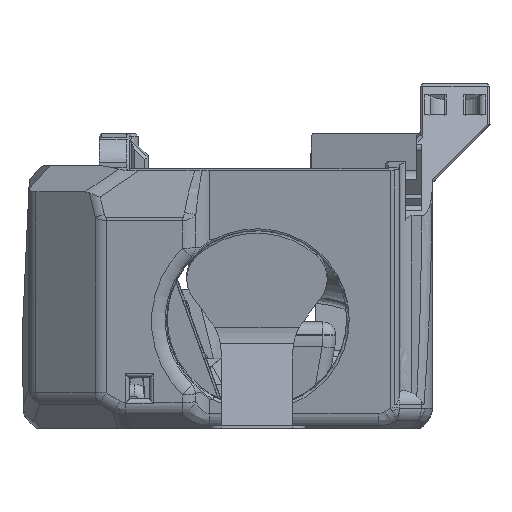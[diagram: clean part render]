
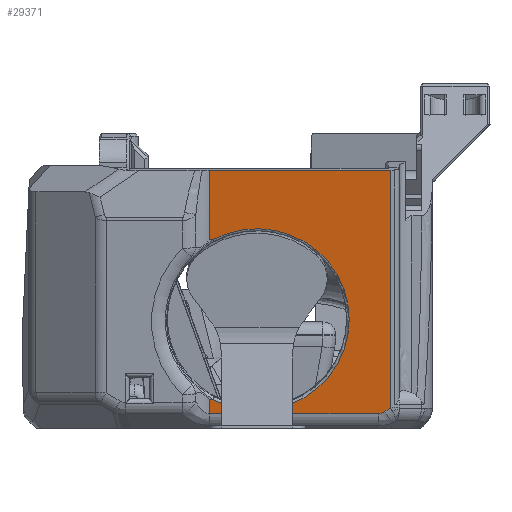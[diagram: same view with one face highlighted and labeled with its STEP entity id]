
A CAD part, left-side view. The second image highlights one B-rep face of the part: STEP entity #29371.
In plain terms, the highlighted planar face has unit normal (-0.985, 0, -0.174).
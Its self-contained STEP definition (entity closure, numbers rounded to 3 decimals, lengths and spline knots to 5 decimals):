
#912=B_SPLINE_CURVE_WITH_KNOTS('',3,(#50916,#50917,#50918,#50919),
 .UNSPECIFIED.,.F.,.F.,(4,4),(0.61821,1.),.UNSPECIFIED.);
#981=B_SPLINE_CURVE_WITH_KNOTS('',3,(#52097,#52098,#52099,#52100),
 .UNSPECIFIED.,.F.,.F.,(4,4),(0.,0.3818),.UNSPECIFIED.);
#1728=CIRCLE('',#31769,0.0144);
#2677=ELLIPSE('',#31459,0.0032,0.002);
#8177=ORIENTED_EDGE('',*,*,#14657,.T.);
#8178=ORIENTED_EDGE('',*,*,#14672,.F.);
#8179=ORIENTED_EDGE('',*,*,#14673,.F.);
#8180=ORIENTED_EDGE('',*,*,#14674,.F.);
#8181=ORIENTED_EDGE('',*,*,#14675,.T.);
#8182=ORIENTED_EDGE('',*,*,#14309,.T.);
#8183=ORIENTED_EDGE('',*,*,#14237,.F.);
#8184=ORIENTED_EDGE('',*,*,#14236,.T.);
#8185=ORIENTED_EDGE('',*,*,#14234,.T.);
#8186=ORIENTED_EDGE('',*,*,#14232,.F.);
#14232=EDGE_CURVE('',#17915,#17916,#20422,.T.);
#14234=EDGE_CURVE('',#17917,#17916,#2677,.T.);
#14236=EDGE_CURVE('',#17500,#17917,#20423,.T.);
#14237=EDGE_CURVE('',#17500,#17918,#20424,.T.);
#14309=EDGE_CURVE('',#17958,#17918,#912,.T.);
#14657=EDGE_CURVE('',#17915,#18141,#20608,.T.);
#14672=EDGE_CURVE('',#18152,#18141,#20617,.T.);
#14673=EDGE_CURVE('',#18153,#18152,#20618,.T.);
#14674=EDGE_CURVE('',#18154,#18153,#981,.F.);
#14675=EDGE_CURVE('',#18154,#17958,#1728,.T.);
#17500=VERTEX_POINT('',#47244);
#17915=VERTEX_POINT('',#50364);
#17916=VERTEX_POINT('',#50366);
#17917=VERTEX_POINT('',#50381);
#17918=VERTEX_POINT('',#50387);
#17958=VERTEX_POINT('',#50920);
#18141=VERTEX_POINT('',#52040);
#18152=VERTEX_POINT('',#52094);
#18153=VERTEX_POINT('',#52096);
#18154=VERTEX_POINT('',#52101);
#20422=LINE('',#50365,#22856);
#20423=LINE('',#50384,#22857);
#20424=LINE('',#50386,#22858);
#20608=LINE('',#52041,#23042);
#20617=LINE('',#52093,#23051);
#20618=LINE('',#52095,#23052);
#22856=VECTOR('',#36774,1.);
#22857=VECTOR('',#36783,1.);
#22858=VECTOR('',#36786,1.);
#23042=VECTOR('',#37570,1.);
#23051=VECTOR('',#37591,1.);
#23052=VECTOR('',#37592,1.);
#24998=EDGE_LOOP('',(#8177,#8178,#8179,#8180,#8181,#8182,#8183,#8184,#8185,
#8186));
#26788=FACE_BOUND('',#24998,.T.);
#28002=PLANE('',#31768);
#29371=ADVANCED_FACE('',(#26788),#28002,.F.);
#31459=AXIS2_PLACEMENT_3D('',#50380,#36777,#36778);
#31768=AXIS2_PLACEMENT_3D('',#52092,#37589,#37590);
#31769=AXIS2_PLACEMENT_3D('',#52102,#37593,#37594);
#36774=DIRECTION('',(0.097,0.829,-0.551));
#36777=DIRECTION('',(-0.985,0.,-0.174));
#36778=DIRECTION('',(-0.165,-0.304,0.938));
#36783=DIRECTION('',(0.,-1.,0.));
#36786=DIRECTION('',(-0.174,0.,0.985));
#37570=DIRECTION('',(-0.174,0.,0.985));
#37589=DIRECTION('',(0.985,0.,0.174));
#37590=DIRECTION('',(-0.174,0.,0.985));
#37591=DIRECTION('',(0.,-1.,0.));
#37592=DIRECTION('',(-0.174,0.,0.985));
#37593=DIRECTION('',(0.985,0.,0.174));
#37594=DIRECTION('',(0.174,0.,-0.985));
#47244=CARTESIAN_POINT('',(-0.02786,0.01227,0.00226));
#50364=CARTESIAN_POINT('',(-0.02803,-0.016,0.00322));
#50365=CARTESIAN_POINT('',(-0.02782,-0.0142,0.00202));
#50366=CARTESIAN_POINT('',(-0.02792,-0.01507,0.0026));
#50380=CARTESIAN_POINT('',(-0.0284,-0.01465,0.00533));
#50381=CARTESIAN_POINT('',(-0.02786,-0.01407,0.00226));
#50384=CARTESIAN_POINT('',(-0.02786,-0.01465,0.00226));
#50386=CARTESIAN_POINT('',(-0.03119,0.01227,0.0211));
#50387=CARTESIAN_POINT('',(-0.02826,0.01227,0.00448));
#50916=CARTESIAN_POINT('',(-0.02826,0.01177,0.00453));
#50917=CARTESIAN_POINT('',(-0.02826,0.01193,0.00452));
#50918=CARTESIAN_POINT('',(-0.02826,0.0121,0.0045));
#50919=CARTESIAN_POINT('',(-0.02826,0.01227,0.00448));
#50920=CARTESIAN_POINT('',(-0.02826,0.01177,0.00453));
#52040=CARTESIAN_POINT('',(-0.03457,-0.016,0.0403));
#52041=CARTESIAN_POINT('',(-0.00766,-0.016,-0.1123));
#52092=CARTESIAN_POINT('',(-0.03119,0.02485,0.0211));
#52093=CARTESIAN_POINT('',(-0.03457,0.02485,0.0403));
#52094=CARTESIAN_POINT('',(-0.03457,0.01227,0.0403));
#52095=CARTESIAN_POINT('',(-0.03119,0.01227,0.0211));
#52096=CARTESIAN_POINT('',(-0.03266,0.01227,0.02946));
#52097=CARTESIAN_POINT('',(-0.03266,0.01227,0.02946));
#52098=CARTESIAN_POINT('',(-0.03266,0.0121,0.02944));
#52099=CARTESIAN_POINT('',(-0.03265,0.01193,0.02943));
#52100=CARTESIAN_POINT('',(-0.03265,0.01177,0.02941));
#52101=CARTESIAN_POINT('',(-0.03265,0.01177,0.02941));
#52102=CARTESIAN_POINT('',(-0.03046,0.00485,0.01697));
